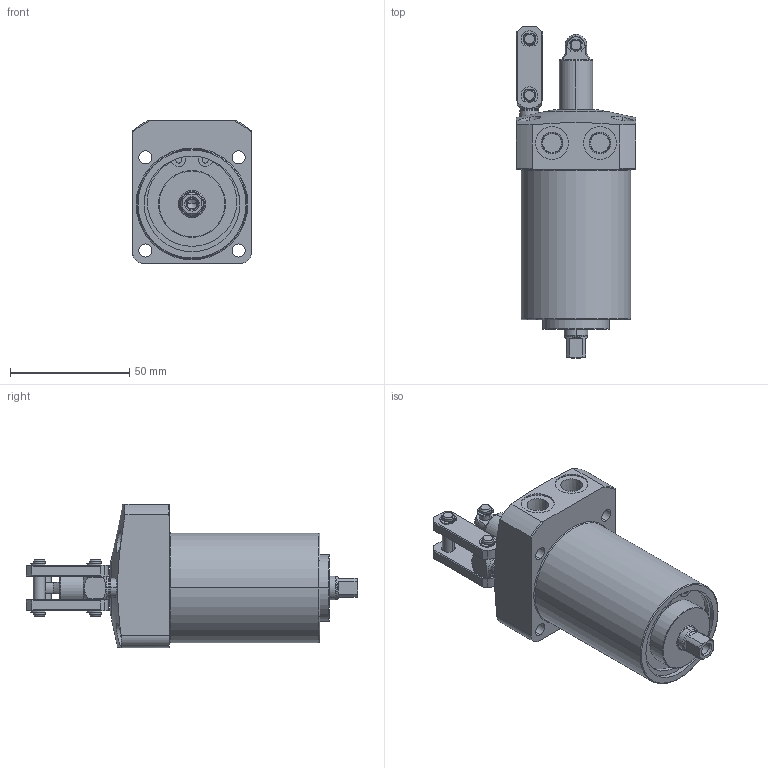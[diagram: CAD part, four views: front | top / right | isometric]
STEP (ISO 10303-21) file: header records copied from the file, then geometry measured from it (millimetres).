
FILE_DESCRIPTION (( 'STEP AP203' ), '1' );
FILE_NAME ('WCE1001-2SLD.STEP', '2018-12-15T06:38:58', ( '微软用户' ), ( '微软中国' ), 'SwSTEP 2.0', 'SolidWorks 2012', '' );
FILE_SCHEMA (( 'CONFIG_CONTROL_DESIGN' ));
Length unit declared in the file: millimetre
Products named in the file (8): WCE1001-2SLD; ETW-3; WCA0320_嵋裡葨凰_4WC100025-00; LM0360_诉輥E2_4L60308-00; LM0360_诉輥E1_4L60307-00; WCE1001-D_咂衝椳紕_; WCE1000_菛巍催獉; WCE1001-S-D_槭暌溱
Assembly tree (14 placements, depth 2):
  WCE1001-2SLD
    WCE1001-S-D_槭暌溱
    WCE1000_菛巍催獉
    WCE1001-D_咂衝椳紕_
    LM0360_诉輥E1_4L60307-00
    LM0360_诉輥E2_4L60308-00  x2
    WCA0320_嵋裡葨凰_4WC100025-00  x2
    ETW-3  x6
Bounding box: 50 x 139 x 60 mm (x, y, z)
Volume: 173736.1 mm3; surface area: 37303.3 mm2
Topology: 14 solids, 15 shells, 514 faces, 1234 edges, 777 vertices
Faces by surface type: cylinder 232, plane 143, cone 69, torus 68, sphere 2
Entity records: 11164 total; most frequent: CARTESIAN_POINT 2298, DIRECTION 1820, ORIENTED_EDGE 1528, AXIS2_PLACEMENT_3D 765, EDGE_CURVE 764, VERTEX_POINT 475, CIRCLE 416, EDGE_LOOP 381
